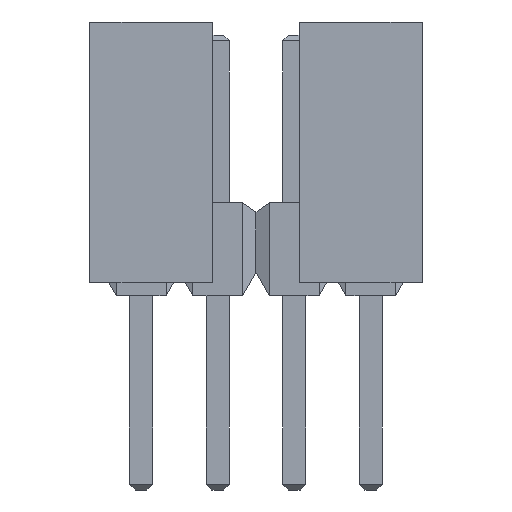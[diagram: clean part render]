
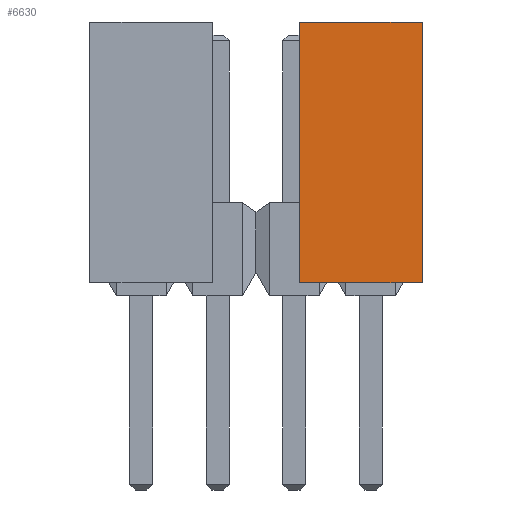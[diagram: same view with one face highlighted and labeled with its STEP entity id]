
A CAD part, front view. The second image highlights one B-rep face of the part: STEP entity #6630.
In plain terms, the highlighted planar face has unit normal (0, -1, 0).
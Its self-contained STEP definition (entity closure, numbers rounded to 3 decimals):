
#6592=CARTESIAN_POINT('',(4.141,-1.61,0.341));
#6591=VERTEX_POINT('',#6592);
#6602=CARTESIAN_POINT('',(4.141,-1.61,7.148));
#6601=VERTEX_POINT('',#6602);
#6600=EDGE_CURVE('',#6601,#6591,#6605,.T.);
#6605=LINE('',#6602,#6607);
#6607=VECTOR('',#6608,6.807);
#6608=DIRECTION('',(0.0,0.0,-1.0));
#6630=ADVANCED_FACE('',(#6636),#6631,.T.);
#6631=PLANE('',#6632);
#6632=AXIS2_PLACEMENT_3D('',#6633,#6634,#6635);
#6633=CARTESIAN_POINT('',(4.141,-1.61,0.341));
#6634=DIRECTION('',(0.0,-1.0,0.0));
#6635=DIRECTION('',(0.,0.,1.));
#6636=FACE_OUTER_BOUND('',#6637,.T.);
#6637=EDGE_LOOP('',(#6638,#6648,#6658,#6668));
#6641=CARTESIAN_POINT('',(7.341,-1.61,0.341));
#6640=VERTEX_POINT('',#6641);
#6639=EDGE_CURVE('',#6640,#6591,#6644,.T.);
#6644=LINE('',#6641,#6646);
#6646=VECTOR('',#6647,3.2);
#6647=DIRECTION('',(-1.0,0.0,0.0));
#6638=ORIENTED_EDGE('',*,*,#6639,.F.);
#6651=CARTESIAN_POINT('',(7.341,-1.61,7.148));
#6650=VERTEX_POINT('',#6651);
#6649=EDGE_CURVE('',#6650,#6640,#6654,.T.);
#6654=LINE('',#6651,#6656);
#6656=VECTOR('',#6657,6.807);
#6657=DIRECTION('',(0.0,0.0,-1.0));
#6648=ORIENTED_EDGE('',*,*,#6649,.F.);
#6659=EDGE_CURVE('',#6601,#6650,#6664,.T.);
#6664=LINE('',#6602,#6666);
#6666=VECTOR('',#6667,3.2);
#6667=DIRECTION('',(1.0,0.0,0.0));
#6658=ORIENTED_EDGE('',*,*,#6659,.F.);
#6668=ORIENTED_EDGE('',*,*,#6600,.T.);
